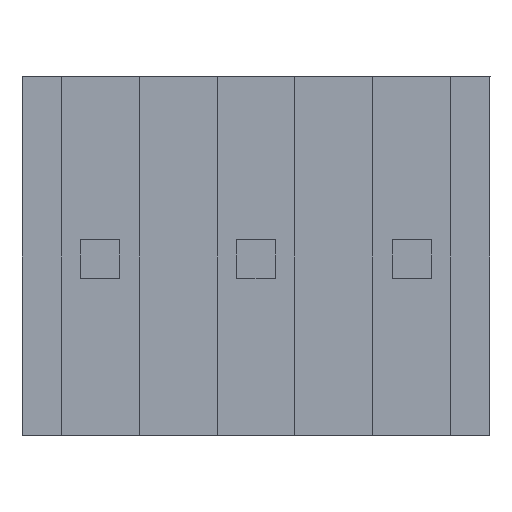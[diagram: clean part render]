
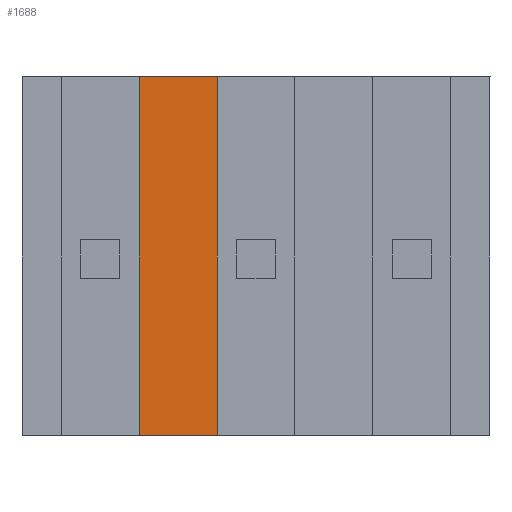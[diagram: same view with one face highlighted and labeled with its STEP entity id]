
A CAD part, front view. The second image highlights one B-rep face of the part: STEP entity #1688.
In plain terms, the highlighted planar face has unit normal (0, -1, 0).
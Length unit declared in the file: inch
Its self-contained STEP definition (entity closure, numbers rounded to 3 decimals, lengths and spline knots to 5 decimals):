
#88 = LINE ( 'NONE', #925, #2218 ) ;
#97 = CARTESIAN_POINT ( 'NONE',  ( -0.025, -0.0625, 0.002 ) ) ;
#234 = FACE_OUTER_BOUND ( 'NONE', #287, .T. ) ;
#241 = VERTEX_POINT ( 'NONE', #2703 ) ;
#283 = AXIS2_PLACEMENT_3D ( 'NONE', #1494, #1699, #2344 ) ;
#287 = EDGE_LOOP ( 'NONE', ( #1431, #738, #1009, #2407 ) ) ;
#415 = EDGE_CURVE ( 'NONE', #1087, #2360, #1815, .T. ) ;
#564 = LINE ( 'NONE', #2553, #2094 ) ;
#661 = EDGE_CURVE ( 'NONE', #241, #1087, #564, .T. ) ;
#695 = EDGE_CURVE ( 'NONE', #1466, #241, #1907, .T. ) ;
#738 = ORIENTED_EDGE ( 'NONE', *, *, #661, .T. ) ;
#925 = CARTESIAN_POINT ( 'NONE',  ( 0., -0.0625, 0.117 ) ) ;
#1009 = ORIENTED_EDGE ( 'NONE', *, *, #415, .T. ) ;
#1073 = PLANE ( 'NONE',  #283 ) ;
#1085 = VECTOR ( 'NONE', #2100, 39.37008 ) ;
#1087 = VERTEX_POINT ( 'NONE', #2382 ) ;
#1286 = CARTESIAN_POINT ( 'NONE',  ( -0.075, -0.0625, 0.002 ) ) ;
#1431 = ORIENTED_EDGE ( 'NONE', *, *, #695, .T. ) ;
#1466 = VERTEX_POINT ( 'NONE', #2241 ) ;
#1494 = CARTESIAN_POINT ( 'NONE',  ( -0.156, -0.0625, 0.1216 ) ) ;
#1688 = ADVANCED_FACE ( 'NONE', ( #234 ), #1073, .T. ) ;
#1699 = DIRECTION ( 'NONE',  ( 0., -1., 0. ) ) ;
#1751 = DIRECTION ( 'NONE',  ( -1., 0., 0. ) ) ;
#1815 = LINE ( 'NONE', #97, #2045 ) ;
#1880 = DIRECTION ( 'NONE',  ( 1., 0., 0. ) ) ;
#1907 = LINE ( 'NONE', #1286, #1085 ) ;
#2045 = VECTOR ( 'NONE', #2409, 39.37008 ) ;
#2094 = VECTOR ( 'NONE', #1880, 39.37008 ) ;
#2100 = DIRECTION ( 'NONE',  ( 0., 0., -1. ) ) ;
#2218 = VECTOR ( 'NONE', #1751, 39.37008 ) ;
#2241 = CARTESIAN_POINT ( 'NONE',  ( -0.075, -0.0625, 0.117 ) ) ;
#2344 = DIRECTION ( 'NONE',  ( 0., 0., -1. ) ) ;
#2360 = VERTEX_POINT ( 'NONE', #2385 ) ;
#2374 = EDGE_CURVE ( 'NONE', #2360, #1466, #88, .T. ) ;
#2382 = CARTESIAN_POINT ( 'NONE',  ( -0.025, -0.0625, -0.113 ) ) ;
#2385 = CARTESIAN_POINT ( 'NONE',  ( -0.025, -0.0625, 0.117 ) ) ;
#2407 = ORIENTED_EDGE ( 'NONE', *, *, #2374, .T. ) ;
#2409 = DIRECTION ( 'NONE',  ( 0., 0., 1. ) ) ;
#2553 = CARTESIAN_POINT ( 'NONE',  ( 0., -0.0625, -0.113 ) ) ;
#2703 = CARTESIAN_POINT ( 'NONE',  ( -0.075, -0.0625, -0.113 ) ) ;
